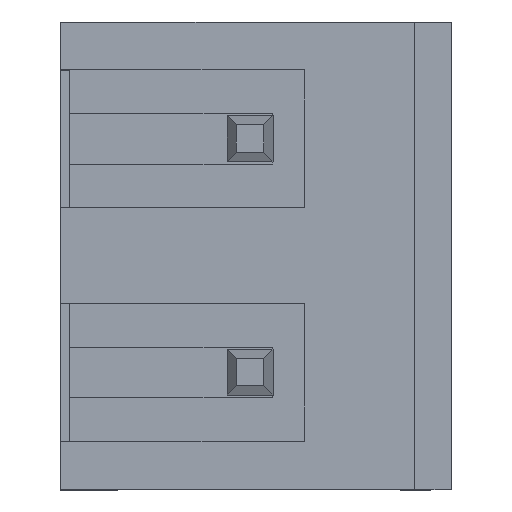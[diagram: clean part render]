
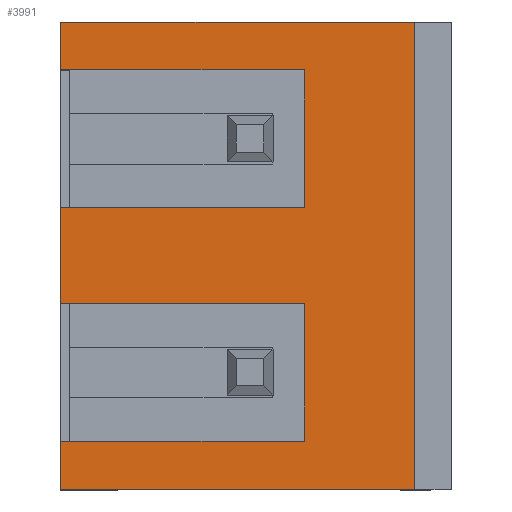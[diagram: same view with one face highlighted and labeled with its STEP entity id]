
A CAD part, top view. The second image highlights one B-rep face of the part: STEP entity #3991.
In plain terms, the highlighted planar face has unit normal (0, 0, 1).
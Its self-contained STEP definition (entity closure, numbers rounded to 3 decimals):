
#2 = VERTEX_POINT ( 'NONE', #1945 ) ;
#129 = EDGE_CURVE ( 'NONE', #2, #1163, #1685, .T. ) ;
#136 = ORIENTED_EDGE ( 'NONE', *, *, #3362, .F. ) ;
#149 = CARTESIAN_POINT ( 'NONE',  ( -3.85, 9.12, 0. ) ) ;
#152 = CARTESIAN_POINT ( 'NONE',  ( 1.45, 10.16, 0. ) ) ;
#309 = LINE ( 'NONE', #2901, #3787 ) ;
#350 = VERTEX_POINT ( 'NONE', #4222 ) ;
#404 = CARTESIAN_POINT ( 'NONE',  ( -3.85, 0., 0. ) ) ;
#405 = CARTESIAN_POINT ( 'NONE',  ( -3.85, 4.04, 0. ) ) ;
#427 = CARTESIAN_POINT ( 'NONE',  ( -3.85, 10.16, 0. ) ) ;
#428 = CARTESIAN_POINT ( 'NONE',  ( -3.85, 10.16, 0. ) ) ;
#467 = EDGE_CURVE ( 'NONE', #2121, #2140, #3650, .T. ) ;
#473 = DIRECTION ( 'NONE',  ( 1., 0., 0. ) ) ;
#499 = DIRECTION ( 'NONE',  ( 0., 1., 0. ) ) ;
#639 = EDGE_CURVE ( 'NONE', #1163, #1247, #4013, .T. ) ;
#650 = DIRECTION ( 'NONE',  ( 0., 1., 0. ) ) ;
#670 = VECTOR ( 'NONE', #2819, 1000. ) ;
#715 = VECTOR ( 'NONE', #2032, 1000. ) ;
#721 = DIRECTION ( 'NONE',  ( 1., 0., 0. ) ) ;
#942 = EDGE_CURVE ( 'NONE', #1342, #2121, #3676, .T. ) ;
#1024 = DIRECTION ( 'NONE',  ( 1., 0., 0. ) ) ;
#1043 = EDGE_CURVE ( 'NONE', #3750, #3375, #3173, .T. ) ;
#1069 = VECTOR ( 'NONE', #499, 1000. ) ;
#1126 = DIRECTION ( 'NONE',  ( 0., -1., 0. ) ) ;
#1131 = VECTOR ( 'NONE', #3366, 1000. ) ;
#1163 = VERTEX_POINT ( 'NONE', #405 ) ;
#1179 = DIRECTION ( 'NONE',  ( 0., -1., 0. ) ) ;
#1247 = VERTEX_POINT ( 'NONE', #1795 ) ;
#1293 = ORIENTED_EDGE ( 'NONE', *, *, #3659, .F. ) ;
#1342 = VERTEX_POINT ( 'NONE', #1992 ) ;
#1411 = DIRECTION ( 'NONE',  ( 0., 0., -1. ) ) ;
#1445 = EDGE_CURVE ( 'NONE', #3116, #3484, #3494, .T. ) ;
#1488 = LINE ( 'NONE', #3788, #670 ) ;
#1547 = VECTOR ( 'NONE', #3729, 1000. ) ;
#1553 = VECTOR ( 'NONE', #1179, 1000. ) ;
#1685 = LINE ( 'NONE', #2073, #1131 ) ;
#1726 = ORIENTED_EDGE ( 'NONE', *, *, #467, .T. ) ;
#1739 = PLANE ( 'NONE',  #3467 ) ;
#1795 = CARTESIAN_POINT ( 'NONE',  ( 1.45, 4.04, 0. ) ) ;
#1812 = ORIENTED_EDGE ( 'NONE', *, *, #942, .T. ) ;
#1813 = CARTESIAN_POINT ( 'NONE',  ( -3.85, 0., 0. ) ) ;
#1862 = CARTESIAN_POINT ( 'NONE',  ( 3.85, 10.16, 0. ) ) ;
#1931 = CARTESIAN_POINT ( 'NONE',  ( -3.85, 10.16, 0. ) ) ;
#1938 = VECTOR ( 'NONE', #3431, 1000. ) ;
#1945 = CARTESIAN_POINT ( 'NONE',  ( -3.85, 6.12, 0. ) ) ;
#1992 = CARTESIAN_POINT ( 'NONE',  ( -3.85, 1.04, 0. ) ) ;
#2032 = DIRECTION ( 'NONE',  ( 0., -1., 0. ) ) ;
#2073 = CARTESIAN_POINT ( 'NONE',  ( -3.85, 10.16, 0. ) ) ;
#2113 = LINE ( 'NONE', #428, #3864 ) ;
#2121 = VERTEX_POINT ( 'NONE', #1813 ) ;
#2140 = VERTEX_POINT ( 'NONE', #3480 ) ;
#2474 = LINE ( 'NONE', #1862, #3531 ) ;
#2568 = ORIENTED_EDGE ( 'NONE', *, *, #1445, .F. ) ;
#2644 = ORIENTED_EDGE ( 'NONE', *, *, #3853, .T. ) ;
#2718 = CARTESIAN_POINT ( 'NONE',  ( -3.85, 9.12, 0. ) ) ;
#2737 = DIRECTION ( 'NONE',  ( -1., 0., 0. ) ) ;
#2747 = EDGE_CURVE ( 'NONE', #2982, #1247, #309, .T. ) ;
#2819 = DIRECTION ( 'NONE',  ( -1., 0., 0. ) ) ;
#2901 = CARTESIAN_POINT ( 'NONE',  ( 1.45, 10.16, 0. ) ) ;
#2982 = VERTEX_POINT ( 'NONE', #3101 ) ;
#3028 = CARTESIAN_POINT ( 'NONE',  ( -3.85, 6.12, 0. ) ) ;
#3076 = CARTESIAN_POINT ( 'NONE',  ( -3.85, 10.16, 0. ) ) ;
#3101 = CARTESIAN_POINT ( 'NONE',  ( 1.45, 1.04, 0. ) ) ;
#3116 = VERTEX_POINT ( 'NONE', #3217 ) ;
#3122 = ORIENTED_EDGE ( 'NONE', *, *, #129, .T. ) ;
#3173 = LINE ( 'NONE', #4112, #1553 ) ;
#3217 = CARTESIAN_POINT ( 'NONE',  ( 1.45, 6.12, 0. ) ) ;
#3339 = ORIENTED_EDGE ( 'NONE', *, *, #3392, .T. ) ;
#3362 = EDGE_CURVE ( 'NONE', #3750, #350, #2113, .T. ) ;
#3366 = DIRECTION ( 'NONE',  ( 0., -1., 0. ) ) ;
#3372 = LINE ( 'NONE', #3028, #1938 ) ;
#3375 = VERTEX_POINT ( 'NONE', #149 ) ;
#3392 = EDGE_CURVE ( 'NONE', #2982, #1342, #1488, .T. ) ;
#3399 = LINE ( 'NONE', #2718, #4225 ) ;
#3431 = DIRECTION ( 'NONE',  ( -1., 0., 0. ) ) ;
#3437 = ORIENTED_EDGE ( 'NONE', *, *, #4152, .T. ) ;
#3467 = AXIS2_PLACEMENT_3D ( 'NONE', #3076, #1411, #2737 ) ;
#3480 = CARTESIAN_POINT ( 'NONE',  ( 3.85, 0., 0. ) ) ;
#3484 = VERTEX_POINT ( 'NONE', #3888 ) ;
#3494 = LINE ( 'NONE', #152, #1069 ) ;
#3531 = VECTOR ( 'NONE', #1126, 1000. ) ;
#3617 = ORIENTED_EDGE ( 'NONE', *, *, #2747, .F. ) ;
#3650 = LINE ( 'NONE', #404, #4105 ) ;
#3659 = EDGE_CURVE ( 'NONE', #350, #2140, #2474, .T. ) ;
#3676 = LINE ( 'NONE', #427, #715 ) ;
#3707 = FACE_OUTER_BOUND ( 'NONE', #3817, .T. ) ;
#3729 = DIRECTION ( 'NONE',  ( 1., 0., 0. ) ) ;
#3750 = VERTEX_POINT ( 'NONE', #1931 ) ;
#3787 = VECTOR ( 'NONE', #650, 1000. ) ;
#3788 = CARTESIAN_POINT ( 'NONE',  ( -3.85, 1.04, 0. ) ) ;
#3817 = EDGE_LOOP ( 'NONE', ( #2644, #2568, #3437, #3122, #4178, #3617, #3339, #1812, #1726, #1293, #136, #4282 ) ) ;
#3853 = EDGE_CURVE ( 'NONE', #3375, #3484, #3399, .T. ) ;
#3864 = VECTOR ( 'NONE', #473, 1000. ) ;
#3888 = CARTESIAN_POINT ( 'NONE',  ( 1.45, 9.12, 0. ) ) ;
#3991 = ADVANCED_FACE ( 'NONE', ( #3707 ), #1739, .F. ) ;
#4013 = LINE ( 'NONE', #4098, #1547 ) ;
#4098 = CARTESIAN_POINT ( 'NONE',  ( -3.85, 4.04, 0. ) ) ;
#4105 = VECTOR ( 'NONE', #721, 1000. ) ;
#4112 = CARTESIAN_POINT ( 'NONE',  ( -3.85, 10.16, 0. ) ) ;
#4152 = EDGE_CURVE ( 'NONE', #3116, #2, #3372, .T. ) ;
#4178 = ORIENTED_EDGE ( 'NONE', *, *, #639, .T. ) ;
#4222 = CARTESIAN_POINT ( 'NONE',  ( 3.85, 10.16, 0. ) ) ;
#4225 = VECTOR ( 'NONE', #1024, 1000. ) ;
#4282 = ORIENTED_EDGE ( 'NONE', *, *, #1043, .T. ) ;
